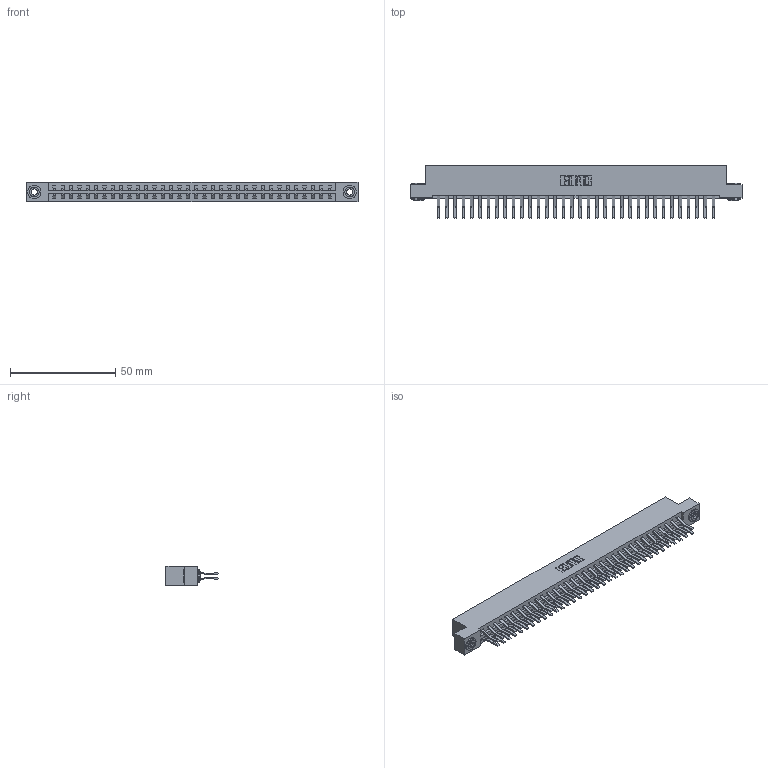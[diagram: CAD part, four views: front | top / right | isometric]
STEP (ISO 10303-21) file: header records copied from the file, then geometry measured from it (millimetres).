
FILE_DESCRIPTION (( 'STEP AP203' ), '1' );
FILE_NAME ('337-068-560-203.STEP', '2019-10-10T00:49:24', ( '' ), ( '' ), 'SwSTEP 2.0', 'SolidWorks 2016', '' );
FILE_SCHEMA (( 'CONFIG_CONTROL_DESIGN' ));
Length unit declared in the file: inch
Products named in the file (4): 337-068-560-203; 345-250-002_345-250-002-102; 337 Part_Flush Mounting Lugs - 0.156 Dia-TH; 345-292-001_560 Tail
Assembly tree (71 placements, depth 2):
  337-068-560-203
    337 Part_Flush Mounting Lugs - 0.156 Dia-TH
    345-292-001_560 Tail  x68
    345-250-002_345-250-002-102  x2
Bounding box: 157.73 x 24.78 x 9.4 mm (x, y, z)
Volume: 16981.9 mm3; surface area: 20634.7 mm2
Topology: 71 solids, 71 shells, 3960 faces, 11743 edges, 7734 vertices
Faces by surface type: plane 2664, cylinder 1288, cone 8
Entity records: 28134 total; most frequent: CARTESIAN_POINT 4721, ORIENTED_EDGE 4650, DIRECTION 4067, EDGE_CURVE 2325, LINE 2169, VECTOR 2169, VERTEX_POINT 1546, AXIS2_PLACEMENT_3D 949
